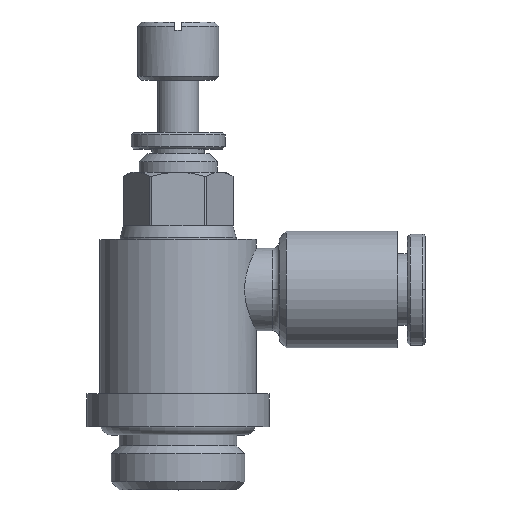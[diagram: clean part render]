
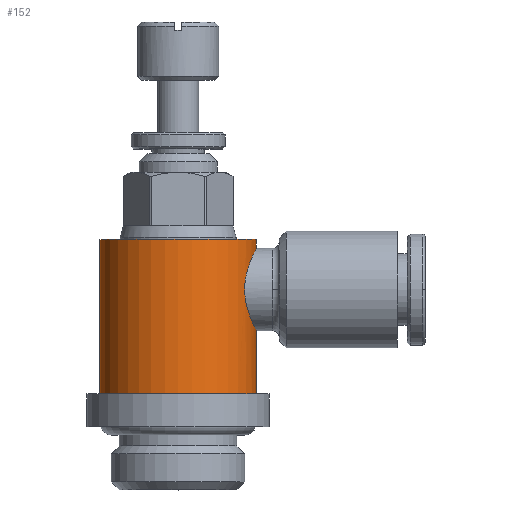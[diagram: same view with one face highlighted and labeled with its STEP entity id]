
A CAD part, top view. The second image highlights one B-rep face of the part: STEP entity #152.
In plain terms, the highlighted cylindrical face has radius 5.7 mm (diameter 11.4 mm), a partial arc.
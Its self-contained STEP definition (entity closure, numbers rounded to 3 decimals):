
#152=ADVANCED_FACE('',(#382),#383,.T.);
#382=FACE_OUTER_BOUND('',#614,.T.);
#383=CYLINDRICAL_SURFACE('',#615,5.7);
#614=EDGE_LOOP('',(#1433,#1434,#1435,#1436,#1437,#1438));
#615=AXIS2_PLACEMENT_3D('',#1439,#1440,#1441);
#1433=ORIENTED_EDGE('',*,*,#1449,.T.);
#1434=ORIENTED_EDGE('',*,*,#1517,.T.);
#1435=ORIENTED_EDGE('',*,*,#1453,.T.);
#1436=ORIENTED_EDGE('',*,*,#1701,.F.);
#1437=ORIENTED_EDGE('',*,*,#1451,.T.);
#1438=ORIENTED_EDGE('',*,*,#1699,.F.);
#1439=CARTESIAN_POINT('',(0.0,5.625,0.0));
#1440=DIRECTION('',(-0.0,1.0,0.0));
#1441=DIRECTION('',(1.0,0.0,0.0));
#1449=EDGE_CURVE('',#1702,#1703,#1704,.T.);
#1451=EDGE_CURVE('',#1707,#1705,#1708,.T.);
#1453=EDGE_CURVE('',#1711,#1709,#1712,.T.);
#1517=EDGE_CURVE('',#1703,#1711,#1831,.T.);
#1699=EDGE_CURVE('',#1702,#1705,#2113,.T.);
#1701=EDGE_CURVE('',#1707,#1709,#2115,.T.);
#1702=VERTEX_POINT('',#2116);
#1703=VERTEX_POINT('',#2117);
#1704=LINE('',#2118,#2119);
#1705=VERTEX_POINT('',#2120);
#1707=VERTEX_POINT('',#2122);
#1708=LINE('',#2123,#2124);
#1709=VERTEX_POINT('',#2125);
#1711=VERTEX_POINT('',#2127);
#1712=LINE('',#2128,#2129);
#1831=B_SPLINE_CURVE_WITH_KNOTS('',3,(#2327,#2328,#2329,#2330,#2331,#2332,#2333,#2334,#2335,#2336,#2337,#2338,#2339,#2340,#2341,#2342,#2343,#2344,#2345,#2346,#2347,#2348,#2349,#2350,#2351,#2352,#2353,#2354,#2355,#2356,#2357,#2358,#2359,#2360),.UNSPECIFIED.,.F.,.F.,(4,2,2,2,2,2,2,2,2,2,2,2,2,2,2,2,4),(4.624,5.201,5.779,6.356,6.933,7.512,8.091,8.67,9.249,9.828,10.407,10.986,11.565,12.142,12.719,13.296,13.873),.UNSPECIFIED.);
#2113=CIRCLE('',#2952,5.7);
#2115=CIRCLE('',#2954,5.7);
#2116=CARTESIAN_POINT('',(5.7,0.0,0.0));
#2117=CARTESIAN_POINT('',(5.7,4.6,0.));
#2118=CARTESIAN_POINT('',(5.7,5.625,0.));
#2119=VECTOR('',#2955,1.0);
#2120=CARTESIAN_POINT('',(-5.7,0.0,0.));
#2122=CARTESIAN_POINT('',(-5.7,11.25,0.));
#2123=CARTESIAN_POINT('',(-5.7,5.625,0.));
#2124=VECTOR('',#2959,1.0);
#2125=CARTESIAN_POINT('',(5.7,11.25,0.0));
#2127=CARTESIAN_POINT('',(5.7,10.6,0.));
#2128=CARTESIAN_POINT('',(5.7,5.625,0.));
#2129=VECTOR('',#2963,1.0);
#2327=CARTESIAN_POINT('',(5.7,4.6,0.));
#2328=CARTESIAN_POINT('',(5.7,4.6,0.192));
#2329=CARTESIAN_POINT('',(5.69,4.619,0.39));
#2330=CARTESIAN_POINT('',(5.65,4.697,0.781));
#2331=CARTESIAN_POINT('',(5.619,4.756,0.974));
#2332=CARTESIAN_POINT('',(5.543,4.91,1.343));
#2333=CARTESIAN_POINT('',(5.497,5.005,1.519));
#2334=CARTESIAN_POINT('',(5.397,5.224,1.842));
#2335=CARTESIAN_POINT('',(5.343,5.348,1.99));
#2336=CARTESIAN_POINT('',(5.238,5.61,2.253));
#2337=CARTESIAN_POINT('',(5.183,5.758,2.376));
#2338=CARTESIAN_POINT('',(5.077,6.082,2.595));
#2339=CARTESIAN_POINT('',(5.026,6.257,2.69));
#2340=CARTESIAN_POINT('',(4.94,6.625,2.844));
#2341=CARTESIAN_POINT('',(4.905,6.818,2.903));
#2342=CARTESIAN_POINT('',(4.859,7.209,2.981));
#2343=CARTESIAN_POINT('',(4.847,7.407,3.0));
#2344=CARTESIAN_POINT('',(4.847,7.793,3.0));
#2345=CARTESIAN_POINT('',(4.859,7.991,2.981));
#2346=CARTESIAN_POINT('',(4.905,8.382,2.903));
#2347=CARTESIAN_POINT('',(4.94,8.575,2.844));
#2348=CARTESIAN_POINT('',(5.026,8.943,2.69));
#2349=CARTESIAN_POINT('',(5.077,9.118,2.595));
#2350=CARTESIAN_POINT('',(5.183,9.442,2.376));
#2351=CARTESIAN_POINT('',(5.238,9.59,2.253));
#2352=CARTESIAN_POINT('',(5.343,9.852,1.99));
#2353=CARTESIAN_POINT('',(5.397,9.976,1.842));
#2354=CARTESIAN_POINT('',(5.497,10.195,1.519));
#2355=CARTESIAN_POINT('',(5.543,10.29,1.343));
#2356=CARTESIAN_POINT('',(5.619,10.444,0.974));
#2357=CARTESIAN_POINT('',(5.65,10.503,0.781));
#2358=CARTESIAN_POINT('',(5.69,10.581,0.39));
#2359=CARTESIAN_POINT('',(5.7,10.6,0.192));
#2360=CARTESIAN_POINT('',(5.7,10.6,0.));
#2952=AXIS2_PLACEMENT_3D('',#3448,#3449,#3450);
#2954=AXIS2_PLACEMENT_3D('',#3454,#3455,#3456);
#2955=DIRECTION('',(0.0,1.0,0.0));
#2959=DIRECTION('',(-0.0,-1.0,-0.0));
#2963=DIRECTION('',(0.0,1.0,0.0));
#3448=CARTESIAN_POINT('',(0.0,0.0,0.0));
#3449=DIRECTION('',(0.0,-1.0,0.0));
#3450=DIRECTION('',(1.0,0.0,0.0));
#3454=CARTESIAN_POINT('',(0.0,11.25,0.0));
#3455=DIRECTION('',(-0.0,1.0,0.0));
#3456=DIRECTION('',(1.0,0.0,0.0));
